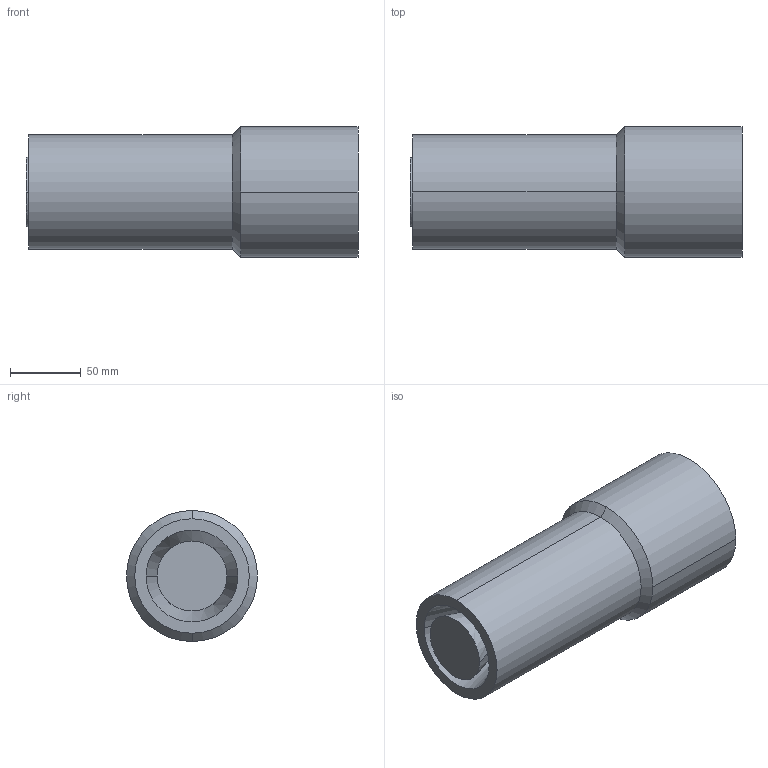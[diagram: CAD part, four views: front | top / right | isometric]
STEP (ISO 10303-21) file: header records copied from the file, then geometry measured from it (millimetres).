
FILE_DESCRIPTION (( 'STEP AP214' ), '1' );
FILE_NAME ('EngineMould_FAC-3_grooved.STEP', '2024-07-01T22:21:29', ( '' ), ( '' ), 'SwSTEP 2.0', 'SolidWorks 2023', '' );
FILE_SCHEMA (( 'AUTOMOTIVE_DESIGN' ));
Length unit declared in the file: millimetre
Products named in the file (1): EngineMould_FAC-3_grooved
Bounding box: 234.26 x 92.42 x 92.42 mm (x, y, z)
Volume: 924454.9 mm3; surface area: 164242.4 mm2
Topology: 1 solids, 1 shells, 60 faces, 128 edges, 74 vertices
Faces by surface type: cylinder 24, cone 18, torus 8, plane 6, bspline 4
Entity records: 1683 total; most frequent: CARTESIAN_POINT 325, DIRECTION 320, ORIENTED_EDGE 256, AXIS2_PLACEMENT_3D 139, EDGE_CURVE 128, CIRCLE 82, VERTEX_POINT 74, EDGE_LOOP 64
